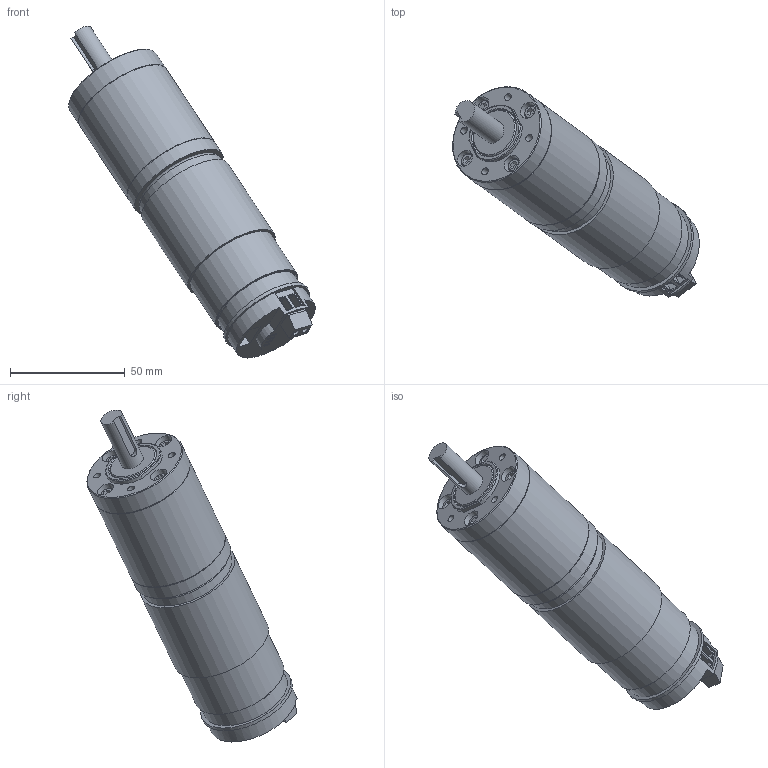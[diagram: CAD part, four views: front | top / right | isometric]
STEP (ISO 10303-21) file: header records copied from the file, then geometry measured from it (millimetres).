
FILE_DESCRIPTION(/* description */ (''),/* implementation_level */ '2;1');
FILE_NAME(/* name */ 'MOT_GearMotEncoder_am-2971.iam.stp',/* time_stamp */ '2016-01-07T16:50:55-08:00',/* author */ ('Autodesk Inc.'),/* organization */ ('Autodesk Inc.'),/* preprocessor_version */ 'ST-DEVELOPER v16.1',/* originating_system */ 'Autodesk Inventor 2016',/* authorisation */ '');
FILE_SCHEMA (('AUTOMOTIVE_DESIGN { 1 0 10303 214 3 1 1 }'));
Length unit declared in the file: inch
Products named in the file (3): fc16-004_GearMotor; Hall Effect Encoder for PG Gearboxes; MOT_GearMotEncoder_am-2971
Assembly tree (2 placements, depth 2):
  MOT_GearMotEncoder_am-2971
    fc16-004_GearMotor
    Hall Effect Encoder for PG Gearboxes
Bounding box: 107.46 x 91.63 x 144.67 mm (x, y, z)
Volume: 129831.8 mm3; surface area: 41324.6 mm2
Topology: 2 solids, 2 shells, 447 faces, 1122 edges, 736 vertices
Faces by surface type: plane 259, bspline 102, cylinder 62, cone 17, torus 7
Full cylindrical faces by diameter (mm): 3.175 x2, 3.3 x4, 4.928 x1, 5.436 x1, 6.35 x5, 7.62 x4, 10 x1, 14.91 x1, 21.936 x1, 39.167 x1, 40.005 x1, 40.564 x1, 41.834 x2, 42.443 x1, 44.5 x1, 45 x3
Entity records: 18921 total; most frequent: CARTESIAN_POINT 8563, ORIENTED_EDGE 2118, DIRECTION 1702, EDGE_CURVE 1059, VERTEX_POINT 725, LINE 698, VECTOR 698, EDGE_LOOP 568
